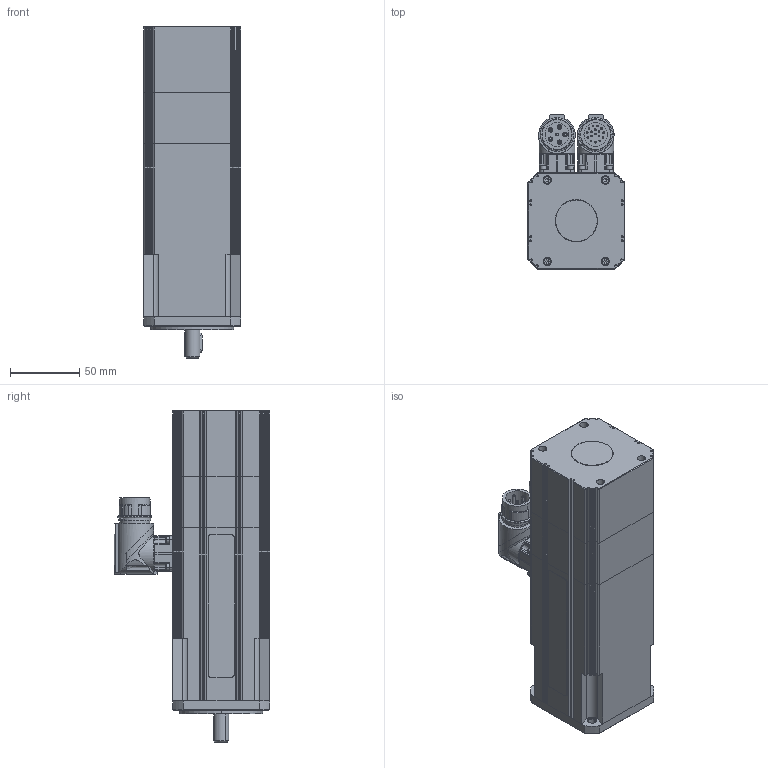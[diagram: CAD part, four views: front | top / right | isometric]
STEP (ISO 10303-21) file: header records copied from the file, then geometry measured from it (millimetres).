
FILE_DESCRIPTION((''),'2;1');
FILE_NAME('FP-307 + Encoder Heidenhain ECN-EQN 1100 + Fre Keb 05-4.5.stp','2012-01-25T14:58:59',('jlopez'),(''),'Autodesk Inventor 9','Autodesk Inventor 9','');
FILE_SCHEMA(('AUTOMOTIVE_DESIGN { 1 0 10303 214 1 1 1 1 }'));
Length unit declared in the file: millimetre
Products named in the file (1): Pieza1
Bounding box: 70.5 x 112.15 x 240 mm (x, y, z)
Volume: 1073730.3 mm3; surface area: 108006.6 mm2
Topology: 1 solids, 22 shells, 1633 faces, 4137 edges, 2468 vertices
Faces by surface type: cylinder 744, plane 493, cone 180, bspline 120, torus 50, sphere 46
Entity records: 50430 total; most frequent: CARTESIAN_POINT 11532, DIRECTION 8515, ORIENTED_EDGE 8026, EDGE_CURVE 4013, AXIS2_PLACEMENT_3D 3313, VERTEX_POINT 2468, VECTOR 1889, LINE 1889
